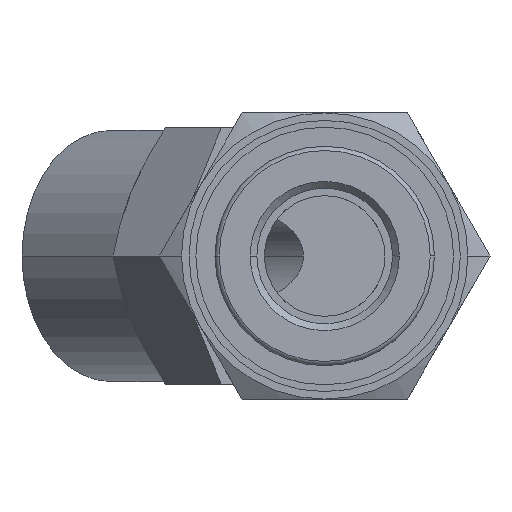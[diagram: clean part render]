
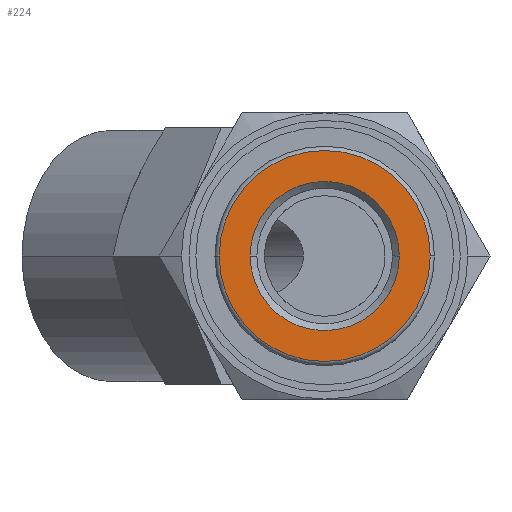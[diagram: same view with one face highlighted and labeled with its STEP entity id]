
A CAD part, front view. The second image highlights one B-rep face of the part: STEP entity #224.
In plain terms, the highlighted planar face has unit normal (0, -1, 0).
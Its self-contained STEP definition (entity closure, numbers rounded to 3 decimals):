
#224=ADVANCED_FACE('',(#473,#474),#475,.T.);
#473=FACE_BOUND('',#742,.T.);
#474=FACE_OUTER_BOUND('',#743,.T.);
#475=PLANE('',#744);
#742=EDGE_LOOP('',(#1323,#1324));
#743=EDGE_LOOP('',(#1325,#1326));
#744=AXIS2_PLACEMENT_3D('',#1327,#1328,#1329);
#1323=ORIENTED_EDGE('',*,*,#1698,.T.);
#1324=ORIENTED_EDGE('',*,*,#1557,.T.);
#1325=ORIENTED_EDGE('',*,*,#1764,.T.);
#1326=ORIENTED_EDGE('',*,*,#1565,.T.);
#1327=CARTESIAN_POINT('',(0.0,0.0,0.0));
#1328=DIRECTION('',(0.0,-1.0,0.0));
#1329=DIRECTION('',(1.0,0.0,0.));
#1557=EDGE_CURVE('',#1841,#1845,#1847,.T.);
#1565=EDGE_CURVE('',#1860,#1858,#1861,.T.);
#1698=EDGE_CURVE('',#1845,#1841,#2063,.T.);
#1764=EDGE_CURVE('',#1858,#1860,#2146,.T.);
#1841=VERTEX_POINT('',#2245);
#1845=VERTEX_POINT('',#2250);
#1847=CIRCLE('',#2253,4.95);
#1858=VERTEX_POINT('',#2264);
#1860=VERTEX_POINT('',#2267);
#1861=CIRCLE('',#2268,7.0);
#2063=CIRCLE('',#2741,4.95);
#2146=CIRCLE('',#2972,7.0);
#2245=CARTESIAN_POINT('',(-4.95,0.0,0.));
#2250=CARTESIAN_POINT('',(4.95,0.0,0.0));
#2253=AXIS2_PLACEMENT_3D('',#3120,#3121,#3122);
#2264=CARTESIAN_POINT('',(-7.0,0.0,0.));
#2267=CARTESIAN_POINT('',(7.0,0.0,0.));
#2268=AXIS2_PLACEMENT_3D('',#3136,#3137,#3138);
#2741=AXIS2_PLACEMENT_3D('',#3313,#3314,#3315);
#2972=AXIS2_PLACEMENT_3D('',#3381,#3382,#3383);
#3120=CARTESIAN_POINT('',(0.0,0.0,0.0));
#3121=DIRECTION('',(0.0,1.0,0.0));
#3122=DIRECTION('',(-1.0,0.0,0.));
#3136=CARTESIAN_POINT('',(0.0,0.0,0.0));
#3137=DIRECTION('',(0.0,-1.0,-0.0));
#3138=DIRECTION('',(-1.0,0.0,0.));
#3313=CARTESIAN_POINT('',(0.0,0.0,0.0));
#3314=DIRECTION('',(0.0,1.0,0.0));
#3315=DIRECTION('',(-1.0,0.0,0.));
#3381=CARTESIAN_POINT('',(0.0,0.0,0.0));
#3382=DIRECTION('',(0.0,-1.0,-0.0));
#3383=DIRECTION('',(-1.0,0.0,0.));
